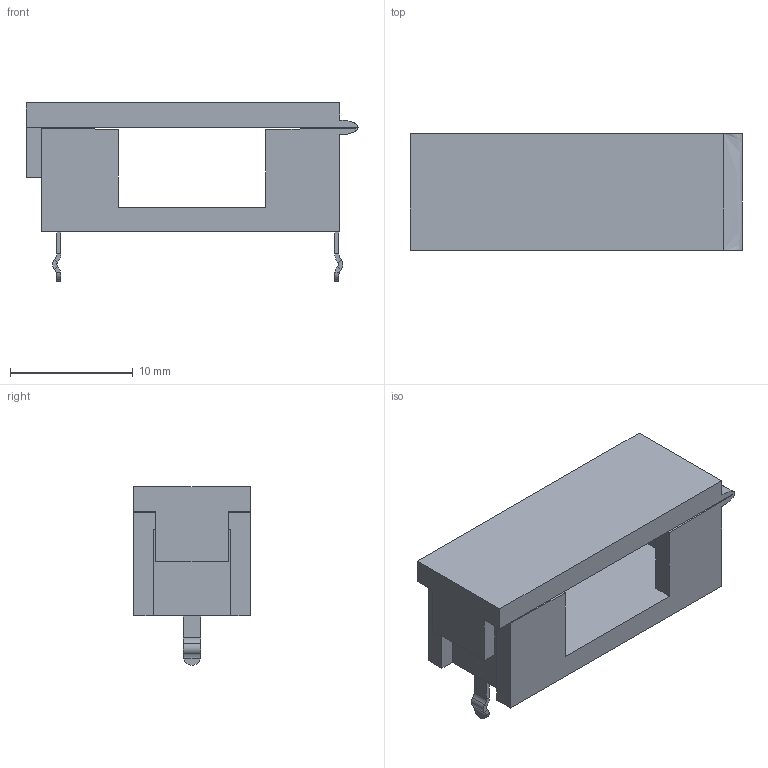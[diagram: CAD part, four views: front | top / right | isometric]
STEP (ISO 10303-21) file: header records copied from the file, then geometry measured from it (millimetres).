
FILE_DESCRIPTION (( 'STEP AP214' ), '1' );
FILE_NAME ('FUSE-TH_L22.6-W9.0.STEP', '2022-09-06T03:35:58', ( '' ), ( '' ), 'SwSTEP 2.0', 'SolidWorks 2020', '' );
FILE_SCHEMA (( 'AUTOMOTIVE_DESIGN' ));
Length unit declared in the file: millimetre
Products named in the file (1): FUSE-TH_L22.6-W9.0
Bounding box: 27 x 9.5 x 14.5 mm (x, y, z)
Volume: 1361.8 mm3; surface area: 1858 mm2
Topology: 1 solids, 1 shells, 301 faces, 808 edges, 528 vertices
Faces by surface type: plane 183, bspline 102, cylinder 16
Entity records: 13302 total; most frequent: CARTESIAN_POINT 3147, ORIENTED_EDGE 1616, DIRECTION 1017, EDGE_CURVE 808, VECTOR 553, LINE 553, VERTEX_POINT 528, EDGE_LOOP 322
